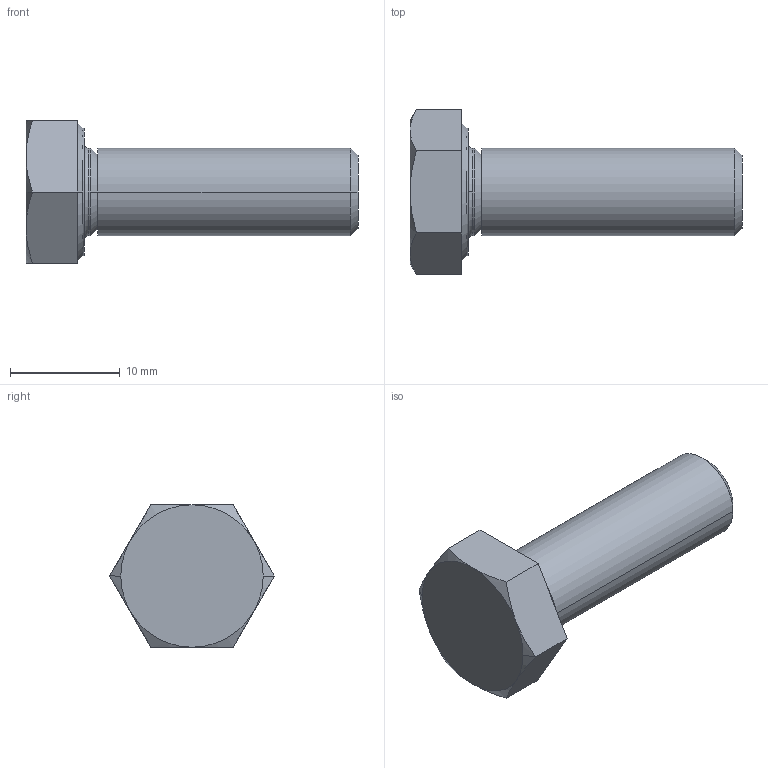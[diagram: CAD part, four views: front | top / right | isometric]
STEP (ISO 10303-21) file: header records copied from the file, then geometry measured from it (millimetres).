
FILE_DESCRIPTION(/* description */ ('Alibre Inc.'),/* implementation_level */ '2;1');
FILE_NAME(/* name */ 'export-7BEEE101-C86F-4244-8C68-33A18D991F75',/* time_stamp */ '2020-04-28T11:51:37+02:00',/* author */ (''),/* organization */ (''),/* preprocessor_version */ 'ST-DEVELOPER v17',/* originating_system */ 'Alibre',/* authorisation */ '');
FILE_SCHEMA (('AUTOMOTIVE_DESIGN'));
Length unit declared in the file: millimetre
Products named in the file (1): screw_din_933-m8x30-10_9-a
Bounding box: 30.3 x 15.01 x 13 mm (x, y, z)
Volume: 1999.9 mm3; surface area: 1142.7 mm2
Topology: 1 solids, 1 shells, 33 faces, 71 edges, 43 vertices
Faces by surface type: cone 14, plane 11, cylinder 6, torus 2
Entity records: 884 total; most frequent: CARTESIAN_POINT 171, DIRECTION 145, ORIENTED_EDGE 142, EDGE_CURVE 71, AXIS2_PLACEMENT_3D 66, VERTEX_POINT 43, EDGE_LOOP 36, FACE_BOUND 36
